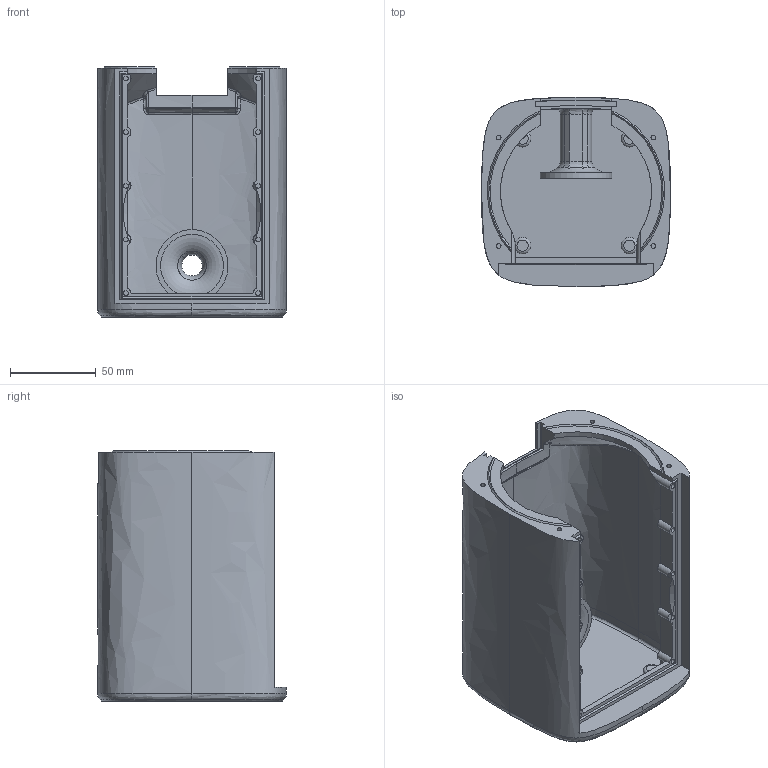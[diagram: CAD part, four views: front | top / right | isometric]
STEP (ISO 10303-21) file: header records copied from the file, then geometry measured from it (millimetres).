
FILE_DESCRIPTION(/* description */ (''),/* implementation_level */ '2;1');
FILE_NAME(/* name */ '25-Watt Speaker Chamber.step',/* time_stamp */ '2025-06-10T17:29:17+01:00',/* author */ (''),/* organization */ (''),/* preprocessor_version */ 'ST-DEVELOPER v20.1',/* originating_system */ 'Autodesk Translation Framework v14.10.0.0',/* authorisation */ '');
FILE_SCHEMA (('AUTOMOTIVE_DESIGN { 1 0 10303 214 3 1 1 }'));
Length unit declared in the file: millimetre
Products named in the file (1): 25-Watt Speaker Chamber
Bounding box: 110 x 110 x 145.8 mm (x, y, z)
Volume: 210662 mm3; surface area: 127261 mm2
Topology: 1 solids, 1 shells, 415 faces, 1126 edges, 708 vertices
Faces by surface type: plane 230, bspline 86, cylinder 51, cone 30, torus 16, sphere 2
Full cylindrical faces by diameter (mm): 2.8 x4, 6.5 x4, 9.7 x4
Entity records: 16372 total; most frequent: CARTESIAN_POINT 6566, ORIENTED_EDGE 2228, DIRECTION 1713, EDGE_CURVE 1114, VERTEX_POINT 708, LINE 659, VECTOR 659, AXIS2_PLACEMENT_3D 527
